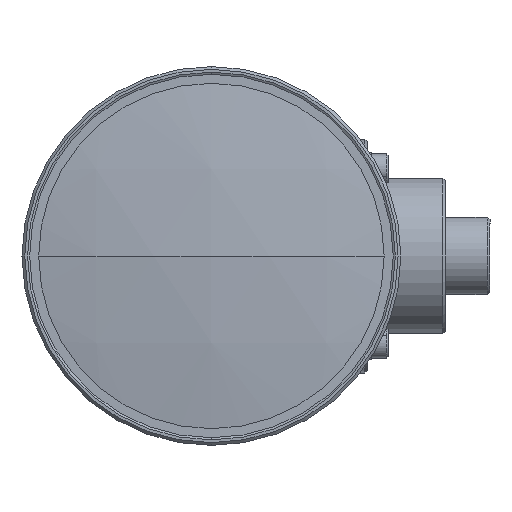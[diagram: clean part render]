
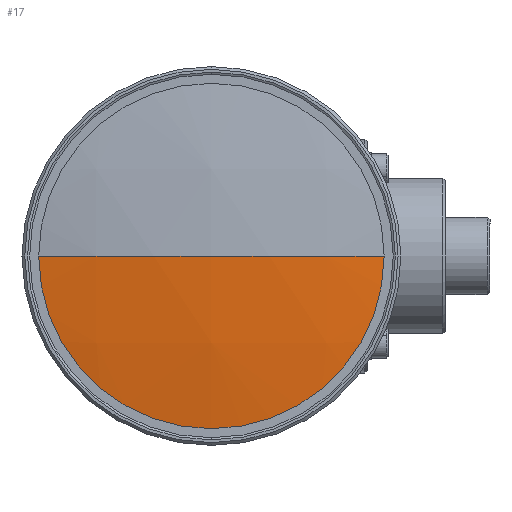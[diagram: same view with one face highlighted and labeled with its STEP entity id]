
A CAD part, left-side view. The second image highlights one B-rep face of the part: STEP entity #17.
In plain terms, the highlighted spherical face has radius 190 mm.
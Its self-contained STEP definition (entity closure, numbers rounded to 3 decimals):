
#17 = ADVANCED_FACE ( 'NONE', ( #3451 ), #2745, .T. ) ;
#504 = DIRECTION ( 'NONE',  ( 1., 0., 0. ) ) ;
#1340 = CIRCLE ( 'NONE', #8167, 190. ) ;
#2019 = CIRCLE ( 'NONE', #7632, 31. ) ;
#2094 = VERTEX_POINT ( 'NONE', #3333 ) ;
#2152 = CIRCLE ( 'NONE', #4593, 190. ) ;
#2299 = CARTESIAN_POINT ( 'NONE',  ( -103.261, 0., 0. ) ) ;
#2705 = VERTEX_POINT ( 'NONE', #3917 ) ;
#2745 = SPHERICAL_SURFACE ( 'NONE', #3618, 190. ) ;
#2906 = CARTESIAN_POINT ( 'NONE',  ( -293.261, 0., 0. ) ) ;
#3039 = CARTESIAN_POINT ( 'NONE',  ( -290.715, 0., 0. ) ) ;
#3068 = DIRECTION ( 'NONE',  ( 0., 1., 0. ) ) ;
#3333 = CARTESIAN_POINT ( 'NONE',  ( -290.715, 31., 0. ) ) ;
#3451 = FACE_OUTER_BOUND ( 'NONE', #8517, .T. ) ;
#3618 = AXIS2_PLACEMENT_3D ( 'NONE', #3964, #9734, #7051 ) ;
#3799 = DIRECTION ( 'NONE',  ( 0., 0., 1. ) ) ;
#3874 = ORIENTED_EDGE ( 'NONE', *, *, #6967, .T. ) ;
#3905 = EDGE_CURVE ( 'NONE', #2094, #9451, #1340, .T. ) ;
#3917 = CARTESIAN_POINT ( 'NONE',  ( -290.715, 0., -31. ) ) ;
#3964 = CARTESIAN_POINT ( 'NONE',  ( -103.261, 0., 0. ) ) ;
#3969 = CARTESIAN_POINT ( 'NONE',  ( -290.715, -31., 0. ) ) ;
#4245 = DIRECTION ( 'NONE',  ( -1., 0., 0. ) ) ;
#4528 = CIRCLE ( 'NONE', #6012, 31. ) ;
#4593 = AXIS2_PLACEMENT_3D ( 'NONE', #2299, #7718, #3068 ) ;
#4990 = ORIENTED_EDGE ( 'NONE', *, *, #5622, .T. ) ;
#5120 = DIRECTION ( 'NONE',  ( 0., 0., 1. ) ) ;
#5622 = EDGE_CURVE ( 'NONE', #8377, #9451, #2152, .T. ) ;
#6012 = AXIS2_PLACEMENT_3D ( 'NONE', #3039, #8451, #3799 ) ;
#6704 = EDGE_CURVE ( 'NONE', #2094, #2705, #2019, .T. ) ;
#6967 = EDGE_CURVE ( 'NONE', #2705, #8377, #4528, .T. ) ;
#7051 = DIRECTION ( 'NONE',  ( 0., 1., 0. ) ) ;
#7632 = AXIS2_PLACEMENT_3D ( 'NONE', #8889, #4245, #9676 ) ;
#7718 = DIRECTION ( 'NONE',  ( 0., 0., -1. ) ) ;
#8167 = AXIS2_PLACEMENT_3D ( 'NONE', #9775, #5120, #504 ) ;
#8377 = VERTEX_POINT ( 'NONE', #3969 ) ;
#8451 = DIRECTION ( 'NONE',  ( -1., 0., 0. ) ) ;
#8517 = EDGE_LOOP ( 'NONE', ( #8608, #3874, #4990, #8613 ) ) ;
#8608 = ORIENTED_EDGE ( 'NONE', *, *, #6704, .T. ) ;
#8613 = ORIENTED_EDGE ( 'NONE', *, *, #3905, .F. ) ;
#8889 = CARTESIAN_POINT ( 'NONE',  ( -290.715, 0., 0. ) ) ;
#9451 = VERTEX_POINT ( 'NONE', #2906 ) ;
#9676 = DIRECTION ( 'NONE',  ( 0., 0., 1. ) ) ;
#9734 = DIRECTION ( 'NONE',  ( 0., 0., -1. ) ) ;
#9775 = CARTESIAN_POINT ( 'NONE',  ( -103.261, 0., 0. ) ) ;
